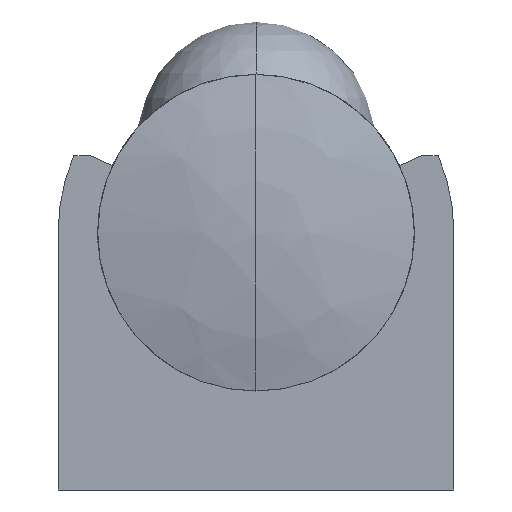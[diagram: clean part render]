
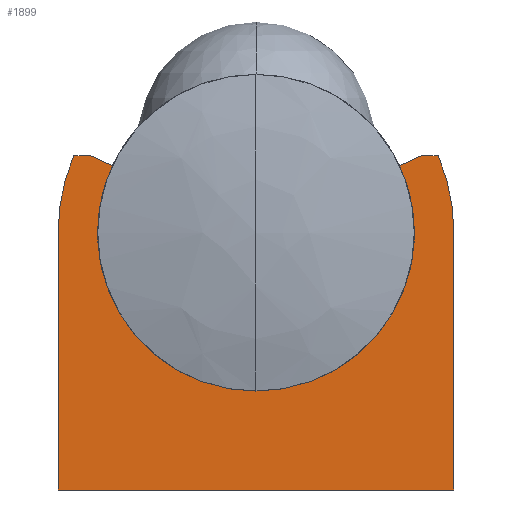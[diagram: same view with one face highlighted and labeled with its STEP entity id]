
A CAD part, left-side view. The second image highlights one B-rep face of the part: STEP entity #1899.
In plain terms, the highlighted planar face has unit normal (-1, 0, 0).
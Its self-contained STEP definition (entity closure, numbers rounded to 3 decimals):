
#929=CARTESIAN_POINT('POINT65',(5.5,
   18.416,7.8));
#930=VERTEX_POINT('VERTEX65',#929);
#948=CARTESIAN_POINT('POINT68',(5.5,20.,
   0.));
#949=VERTEX_POINT('VERTEX68',#948);
#956=CARTESIAN_POINT('POS100',(5.5,
   0.,0.));
#957=DIRECTION('DIR143',(1.,0.,0.));
#958=DIRECTION('DIR144',(0.,1.,0.));
#959=AXIS2_PLACEMENT_3D('AXIS44',#956,#957,#958);
#960=CIRCLE('ELLIPSE22',#959,20.);
#961=EDGE_CURVE('EDGE99',#949,#930,#960,.T.);
#971=CARTESIAN_POINT('POINT69',(5.5,20.,-26.
   ));
#972=VERTEX_POINT('VERTEX69',#971);
#973=CARTESIAN_POINT('POS102',(5.5,20.,-26.)
   );
#974=DIRECTION('DIR147',(0.,0.,1.));
#975=VECTOR('VEC57',#974,1.);
#976=LINE('STRAIGHT57',#973,#975);
#977=EDGE_CURVE('EDGE100',#972,#949,#976,.T.);
#1014=CARTESIAN_POINT('POINT71',(5.5,-20.,
   -26.));
#1015=VERTEX_POINT('VERTEX71',#1014);
#1016=CARTESIAN_POINT('POS106',(5.5,-20.,
   -26.));
#1017=DIRECTION('DIR152',(0.,1.,0.));
#1018=VECTOR('VEC60',#1017,1.);
#1019=LINE('STRAIGHT60',#1016,#1018);
#1020=EDGE_CURVE('EDGE103',#1015,#972,#1019,.T.);
#1045=CARTESIAN_POINT('POINT73',(5.5,-20.,
   0.));
#1046=VERTEX_POINT('VERTEX73',#1045);
#1047=CARTESIAN_POINT('POS110',(5.5,-20.,
   0.));
#1048=DIRECTION('DIR157',(0.,0.,-1.));
#1049=VECTOR('VEC63',#1048,1.);
#1050=LINE('STRAIGHT63',#1047,#1049);
#1051=EDGE_CURVE('EDGE106',#1046,#1015,#1050,.T.);
#1078=CARTESIAN_POINT('POINT76',(5.5,
   -18.416,7.8));
#1079=VERTEX_POINT('VERTEX76',#1078);
#1086=EDGE_CURVE('EDGE110',#1079,#1046,#960,.T.);
#1103=CARTESIAN_POINT('POINT78',(5.5,-16.727,
   7.8));
#1104=VERTEX_POINT('VERTEX78',#1103);
#1111=CARTESIAN_POINT('POS117',(5.5,
   0.,7.8));
#1112=DIRECTION('DIR165',(0.,1.,0.));
#1113=VECTOR('VEC69',#1112,25.4);
#1114=LINE('STRAIGHT69',#1111,#1113);
#1115=EDGE_CURVE('EDGE114',#1079,#1104,#1114,.T.);
#1126=CARTESIAN_POINT('POINT79',(5.5,16.727,7.8
   ));
#1127=VERTEX_POINT('VERTEX79',#1126);
#1128=EDGE_CURVE('EDGE115',#1127,#930,#1114,.T.);
#1397=CARTESIAN_POINT('POINT100',(5.5,-14.501,
   6.762));
#1398=VERTEX_POINT('VERTEX100',#1397);
#1405=CARTESIAN_POINT('POS149',(5.5,
   -20.215,9.426));
#1406=DIRECTION('DIR206',(0.,0.906,
   -0.423));
#1407=VECTOR('VEC92',#1406,25.4);
#1408=LINE('STRAIGHT92',#1405,#1407);
#1409=EDGE_CURVE('EDGE145',#1104,#1398,#1408,.T.);
#1865=ORIENTED_EDGE('COEDGE297',*,*,#1128,.T.);
#1866=ORIENTED_EDGE('COEDGE298',*,*,#961,.F.);
#1867=ORIENTED_EDGE('COEDGE299',*,*,#977,.F.);
#1868=ORIENTED_EDGE('COEDGE300',*,*,#1020,.F.);
#1869=ORIENTED_EDGE('COEDGE301',*,*,#1051,.F.);
#1870=ORIENTED_EDGE('COEDGE302',*,*,#1086,.F.);
#1871=ORIENTED_EDGE('COEDGE303',*,*,#1115,.T.);
#1872=ORIENTED_EDGE('COEDGE304',*,*,#1409,.T.);
#1873=CARTESIAN_POINT('POINT124',(5.5,0.,
   -16.));
#1874=VERTEX_POINT('VERTEX124',#1873);
#1875=CARTESIAN_POINT('POS180',(5.5,0.,
   0.));
#1876=DIRECTION('DIR255',(-1.,0.,
   0.));
#1877=DIRECTION('DIR256',(0.,0.,
   -1.));
#1878=AXIS2_PLACEMENT_3D('AXIS76',#1875,#1876,#1877);
#1879=CIRCLE('ELLIPSE32',#1878,16.);
#1880=EDGE_CURVE('EDGE178',#1874,#1398,#1879,.T.);
#1881=ORIENTED_EDGE('COEDGE305',*,*,#1880,.F.);
#1882=CARTESIAN_POINT('POINT125',(5.5,14.501,
   6.762));
#1883=VERTEX_POINT('VERTEX125',#1882);
#1884=EDGE_CURVE('EDGE179',#1883,#1874,#1879,.T.);
#1885=ORIENTED_EDGE('COEDGE306',*,*,#1884,.F.);
#1886=CARTESIAN_POINT('POS181',(5.5,
   -1.23,-0.574));
#1887=DIRECTION('DIR257',(0.,0.906,
   0.423));
#1888=VECTOR('VEC105',#1887,25.4);
#1889=LINE('STRAIGHT105',#1886,#1888);
#1890=EDGE_CURVE('EDGE180',#1883,#1127,#1889,.T.);
#1891=ORIENTED_EDGE('COEDGE307',*,*,#1890,.T.);
#1892=EDGE_LOOP('NONE',(#1865,#1866,#1867,#1868,#1869,#1870,#1871,#1872,
   #1881,#1885,#1891));
#1893=FACE_BOUND('LOOP1',#1892,.T.);
#1894=CARTESIAN_POINT('POS182',(5.5,
   0.,-6.425));
#1895=DIRECTION('DIR258',(-1.,0.,0.));
#1896=DIRECTION('DIR259',(0.,1.,0.));
#1897=AXIS2_PLACEMENT_3D('AXIS77',#1894,#1895,#1896);
#1898=PLANE('PLANE31',#1897);
#1899=ADVANCED_FACE('FACE65',(#1893),#1898,.T.);
